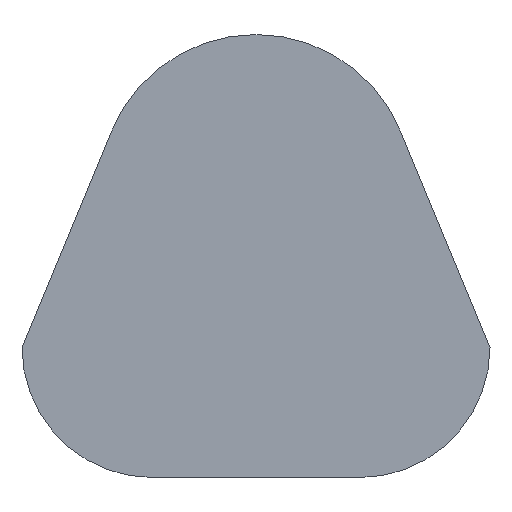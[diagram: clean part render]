
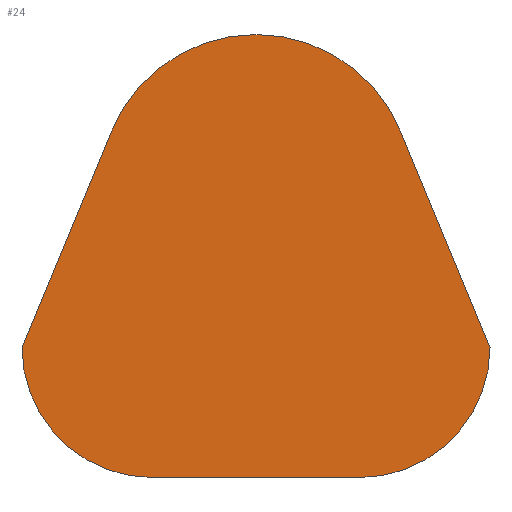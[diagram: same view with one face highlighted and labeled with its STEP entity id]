
A CAD part, front view. The second image highlights one B-rep face of the part: STEP entity #24.
In plain terms, the highlighted planar face has unit normal (0, -1, 0).
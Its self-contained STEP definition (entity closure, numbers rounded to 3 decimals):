
#4 = CARTESIAN_POINT ( 'NONE',  ( -7.969, 0., -22. ) ) ;
#19 = VERTEX_POINT ( 'NONE', #4 ) ;
#24 = ADVANCED_FACE ( 'NONE', ( #374 ), #167, .F. ) ;
#30 = CIRCLE ( 'NONE', #200, 9.99 ) ;
#50 = VERTEX_POINT ( 'NONE', #273 ) ;
#67 = CARTESIAN_POINT ( 'NONE',  ( 0., 0., -22. ) ) ;
#73 = AXIS2_PLACEMENT_3D ( 'NONE', #509, #159, #97 ) ;
#74 = ORIENTED_EDGE ( 'NONE', *, *, #144, .F. ) ;
#78 = CARTESIAN_POINT ( 'NONE',  ( 7.969, 0., -22. ) ) ;
#83 = AXIS2_PLACEMENT_3D ( 'NONE', #135, #415, #464 ) ;
#96 = VECTOR ( 'NONE', #585, 1000. ) ;
#97 = DIRECTION ( 'NONE',  ( 0., 0., 1. ) ) ;
#135 = CARTESIAN_POINT ( 'NONE',  ( 0., 0., 0. ) ) ;
#144 = EDGE_CURVE ( 'NONE', #426, #226, #525, .T. ) ;
#150 = CARTESIAN_POINT ( 'NONE',  ( 17.959, 0., -12. ) ) ;
#159 = DIRECTION ( 'NONE',  ( 0., -1., 0. ) ) ;
#167 = PLANE ( 'NONE',  #321 ) ;
#170 = VERTEX_POINT ( 'NONE', #78 ) ;
#171 = CARTESIAN_POINT ( 'NONE',  ( 17.959, 0., 0. ) ) ;
#189 = LINE ( 'NONE', #405, #231 ) ;
#200 = AXIS2_PLACEMENT_3D ( 'NONE', #589, #455, #654 ) ;
#226 = VERTEX_POINT ( 'NONE', #639 ) ;
#231 = VECTOR ( 'NONE', #555, 1000. ) ;
#243 = DIRECTION ( 'NONE',  ( 0.383, 0., -0.924 ) ) ;
#259 = VERTEX_POINT ( 'NONE', #599 ) ;
#273 = CARTESIAN_POINT ( 'NONE',  ( -17.959, 0., -12. ) ) ;
#279 = VERTEX_POINT ( 'NONE', #645 ) ;
#283 = DIRECTION ( 'NONE',  ( 0., 1., 0. ) ) ;
#294 = LINE ( 'NONE', #497, #608 ) ;
#298 = EDGE_CURVE ( 'NONE', #50, #631, #189, .T. ) ;
#301 = VECTOR ( 'NONE', #460, 1000. ) ;
#304 = EDGE_CURVE ( 'NONE', #259, #426, #294, .T. ) ;
#307 = ORIENTED_EDGE ( 'NONE', *, *, #298, .T. ) ;
#313 = CARTESIAN_POINT ( 'NONE',  ( -11.087, 0., 4.592 ) ) ;
#317 = EDGE_CURVE ( 'NONE', #226, #170, #30, .T. ) ;
#320 = CARTESIAN_POINT ( 'NONE',  ( 0., 0., 0. ) ) ;
#321 = AXIS2_PLACEMENT_3D ( 'NONE', #320, #283, #478 ) ;
#334 = EDGE_CURVE ( 'NONE', #279, #259, #379, .T. ) ;
#344 = ORIENTED_EDGE ( 'NONE', *, *, #479, .T. ) ;
#368 = VECTOR ( 'NONE', #483, 1000. ) ;
#374 = FACE_OUTER_BOUND ( 'NONE', #428, .T. ) ;
#379 = CIRCLE ( 'NONE', #83, 12. ) ;
#405 = CARTESIAN_POINT ( 'NONE',  ( -17.959, 0., 0. ) ) ;
#415 = DIRECTION ( 'NONE',  ( 0., 1., 0. ) ) ;
#426 = VERTEX_POINT ( 'NONE', #150 ) ;
#428 = EDGE_LOOP ( 'NONE', ( #510, #474, #307, #344, #646, #532, #74, #655 ) ) ;
#455 = DIRECTION ( 'NONE',  ( 0., 1., 0. ) ) ;
#460 = DIRECTION ( 'NONE',  ( -0.383, 0., -0.924 ) ) ;
#464 = DIRECTION ( 'NONE',  ( 0., 0., 1. ) ) ;
#470 = CARTESIAN_POINT ( 'NONE',  ( -17.959, 0., -12.01 ) ) ;
#474 = ORIENTED_EDGE ( 'NONE', *, *, #492, .T. ) ;
#478 = DIRECTION ( 'NONE',  ( 0., 0., 1. ) ) ;
#479 = EDGE_CURVE ( 'NONE', #631, #19, #486, .T. ) ;
#483 = DIRECTION ( 'NONE',  ( -1., 0., 0. ) ) ;
#486 = CIRCLE ( 'NONE', #73, 9.99 ) ;
#492 = EDGE_CURVE ( 'NONE', #279, #50, #501, .T. ) ;
#497 = CARTESIAN_POINT ( 'NONE',  ( 11.087, 0., 4.592 ) ) ;
#501 = LINE ( 'NONE', #313, #301 ) ;
#509 = CARTESIAN_POINT ( 'NONE',  ( -7.969, 0., -12.01 ) ) ;
#510 = ORIENTED_EDGE ( 'NONE', *, *, #334, .F. ) ;
#525 = LINE ( 'NONE', #171, #96 ) ;
#532 = ORIENTED_EDGE ( 'NONE', *, *, #317, .F. ) ;
#555 = DIRECTION ( 'NONE',  ( 0., 0., -1. ) ) ;
#585 = DIRECTION ( 'NONE',  ( 0., 0., -1. ) ) ;
#589 = CARTESIAN_POINT ( 'NONE',  ( 7.969, 0., -12.01 ) ) ;
#599 = CARTESIAN_POINT ( 'NONE',  ( 11.087, 0., 4.592 ) ) ;
#607 = EDGE_CURVE ( 'NONE', #170, #19, #622, .T. ) ;
#608 = VECTOR ( 'NONE', #243, 1000. ) ;
#622 = LINE ( 'NONE', #67, #368 ) ;
#631 = VERTEX_POINT ( 'NONE', #470 ) ;
#639 = CARTESIAN_POINT ( 'NONE',  ( 17.959, 0., -12.01 ) ) ;
#645 = CARTESIAN_POINT ( 'NONE',  ( -11.087, 0., 4.592 ) ) ;
#646 = ORIENTED_EDGE ( 'NONE', *, *, #607, .F. ) ;
#654 = DIRECTION ( 'NONE',  ( 0., 0., 1. ) ) ;
#655 = ORIENTED_EDGE ( 'NONE', *, *, #304, .F. ) ;
